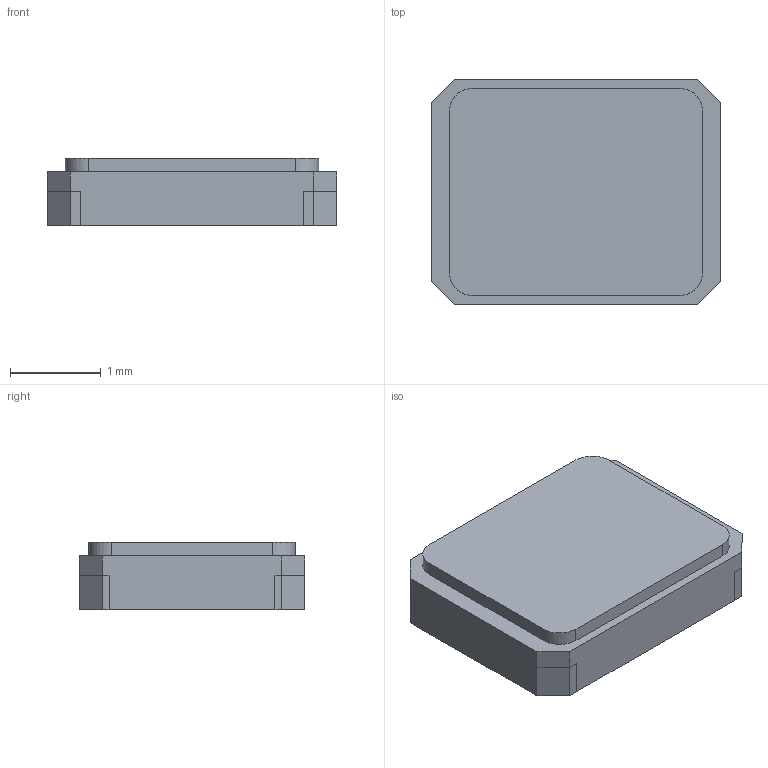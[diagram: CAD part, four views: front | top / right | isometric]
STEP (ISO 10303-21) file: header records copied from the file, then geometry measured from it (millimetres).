
FILE_DESCRIPTION(/* description */ (''),/* implementation_level */ '2;1');
FILE_NAME(/* name */ 'XTAL_ABRACON_ABM8-166.stp',/* time_stamp */ '2016-05-31T11:36:02+02:00',/* author */ ('riccim'),/* organization */ ('SolidWorks'),/* preprocessor_version */ 'ST-DEVELOPER v15.5',/* originating_system */ 'AutoCAD Mechanical',/* authorisation */ ' ');
FILE_SCHEMA (('AUTOMOTIVE_DESIGN { 1 0 10303 214 3 1 1 }'));
Length unit declared in the file: millimetre
Products named in the file (1): Product
Bounding box: 3.2 x 2.49 x 0.75 mm (x, y, z)
Volume: 5.6 mm3; surface area: 49.5 mm2
Topology: 6 solids, 6 shells, 102 faces, 262 edges, 172 vertices
Faces by surface type: plane 98, cylinder 4
Entity records: 3071 total; most frequent: CARTESIAN_POINT 537, ORIENTED_EDGE 524, DIRECTION 476, EDGE_CURVE 262, LINE 254, VECTOR 254, VERTEX_POINT 172, AXIS2_PLACEMENT_3D 111
